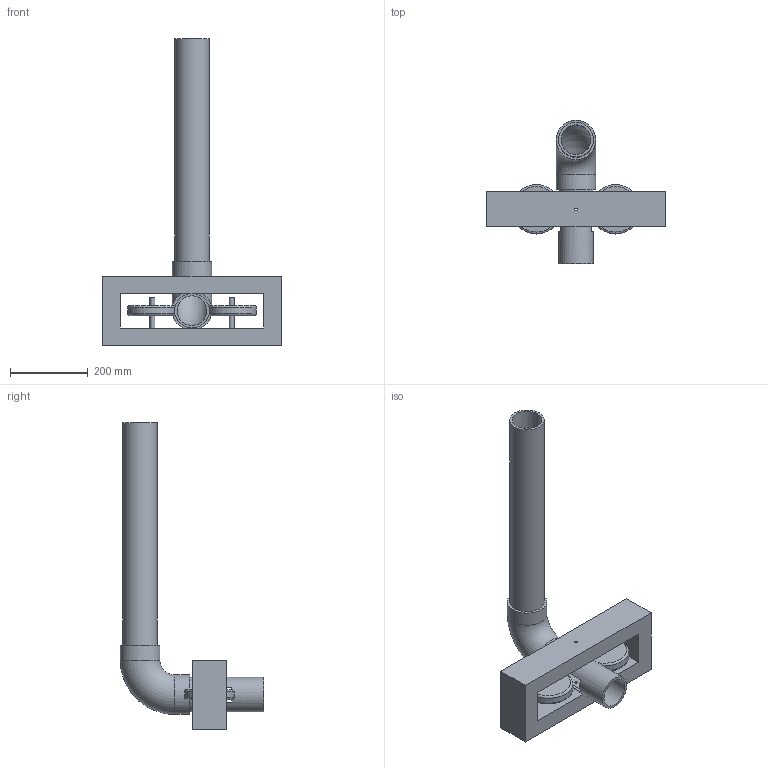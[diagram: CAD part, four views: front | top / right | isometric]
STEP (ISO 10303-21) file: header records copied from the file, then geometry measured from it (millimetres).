
FILE_DESCRIPTION(/* description */ ('STEP AP242','CAx-IF Rec.Pracs.---Representation and Presentation of Product Manufacturing Information (PMI)---4.0---2014-10-13','CAx-IF Rec.Pracs.---3D Tessellated Geometry---0.4---2014-09-14','2;1'),/* implementation_level */ '2;1');
FILE_NAME(/* name */ '66aaf3e423fdcb087be86a63',/* time_stamp */ '2024-08-01T02:33:09Z',/* author */ (''),/* organization */ (''),/* preprocessor_version */ 'ST-DEVELOPER v20',/* originating_system */ ' ',/* authorisation */ ' ');
FILE_SCHEMA (('AP242_MANAGED_MODEL_BASED_3D_ENGINEERING_MIM_LF { 1 0 10303 442 1 1 4 }'));
Length unit declared in the file: metre
Products named in the file (7): Main Assembly; Part 1
Assembly tree (8 placements, depth 2):
  Main Assembly
    Part 1  x2
    Part 1
    Part 1
    Part 1  x2
    Part 1
    Part 1
Bounding box: 457.2 x 368.3 x 787.44 mm (x, y, z)
Volume: 6694977 mm3; surface area: 935780.7 mm2
Topology: 8 solids, 8 shells, 58 faces, 129 edges, 85 vertices
Faces by surface type: plane 32, cylinder 20, torus 6
Full cylindrical faces by diameter (mm): 6.35 x4, 12.7 x6, 76.2 x2, 88.9 x4, 101.6 x2, 127 x2
Entity records: 1500 total; most frequent: CARTESIAN_POINT 250, DIRECTION 236, ORIENTED_EDGE 168, AXIS2_PLACEMENT_3D 98, EDGE_LOOP 96, FACE_BOUND 96, EDGE_CURVE 84, VERTEX_POINT 68
